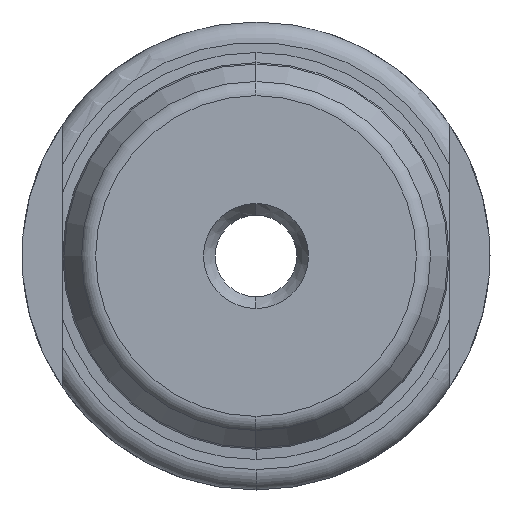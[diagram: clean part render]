
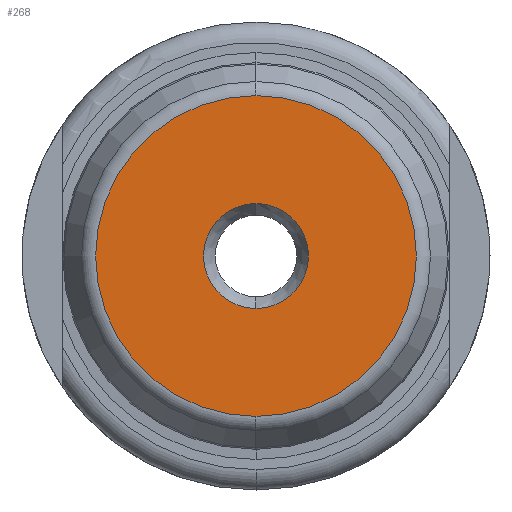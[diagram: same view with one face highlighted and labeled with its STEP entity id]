
A CAD part, left-side view. The second image highlights one B-rep face of the part: STEP entity #268.
In plain terms, the highlighted planar face has unit normal (-1, 0, 0).
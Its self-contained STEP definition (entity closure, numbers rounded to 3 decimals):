
#65 = VERTEX_POINT ( 'NONE', #890 ) ;
#131 = CARTESIAN_POINT ( 'NONE',  ( -26.076, 0., -7.883 ) ) ;
#238 = DIRECTION ( 'NONE',  ( 1., 0., 0. ) ) ;
#268 = ADVANCED_FACE ( 'NONE', ( #1706, #1763 ), #442, .T. ) ;
#368 = CARTESIAN_POINT ( 'NONE',  ( -26.076, 0., 7.883 ) ) ;
#381 = CARTESIAN_POINT ( 'NONE',  ( -26.076, 0., -2.577 ) ) ;
#422 = EDGE_LOOP ( 'NONE', ( #1162, #2369 ) ) ;
#442 = PLANE ( 'NONE',  #539 ) ;
#539 = AXIS2_PLACEMENT_3D ( 'NONE', #1180, #2262, #996 ) ;
#755 = EDGE_CURVE ( 'NONE', #1022, #65, #1684, .T. ) ;
#856 = AXIS2_PLACEMENT_3D ( 'NONE', #1335, #238, #1514 ) ;
#890 = CARTESIAN_POINT ( 'NONE',  ( -26.076, 0., 2.577 ) ) ;
#908 = AXIS2_PLACEMENT_3D ( 'NONE', #923, #2183, #1099 ) ;
#923 = CARTESIAN_POINT ( 'NONE',  ( -26.076, 0., 0. ) ) ;
#996 = DIRECTION ( 'NONE',  ( 0., 0., 1. ) ) ;
#1022 = VERTEX_POINT ( 'NONE', #381 ) ;
#1045 = EDGE_CURVE ( 'NONE', #2229, #1686, #1333, .T. ) ;
#1047 = CARTESIAN_POINT ( 'NONE',  ( -26.076, 0., 0. ) ) ;
#1099 = DIRECTION ( 'NONE',  ( 0., 0., -1. ) ) ;
#1113 = CIRCLE ( 'NONE', #856, 2.577 ) ;
#1162 = ORIENTED_EDGE ( 'NONE', *, *, #2116, .T. ) ;
#1180 = CARTESIAN_POINT ( 'NONE',  ( -26.076, 7.883, 0. ) ) ;
#1220 = DIRECTION ( 'NONE',  ( 0., 0., -1. ) ) ;
#1239 = DIRECTION ( 'NONE',  ( 1., 0., 0. ) ) ;
#1244 = DIRECTION ( 'NONE',  ( 0., 0., -1. ) ) ;
#1333 = CIRCLE ( 'NONE', #1402, 7.883 ) ;
#1335 = CARTESIAN_POINT ( 'NONE',  ( -26.076, 0., 0. ) ) ;
#1402 = AXIS2_PLACEMENT_3D ( 'NONE', #1047, #1239, #1244 ) ;
#1449 = ORIENTED_EDGE ( 'NONE', *, *, #1881, .F. ) ;
#1514 = DIRECTION ( 'NONE',  ( 0., 0., -1. ) ) ;
#1549 = ORIENTED_EDGE ( 'NONE', *, *, #1045, .F. ) ;
#1684 = CIRCLE ( 'NONE', #2311, 2.577 ) ;
#1686 = VERTEX_POINT ( 'NONE', #368 ) ;
#1706 = FACE_BOUND ( 'NONE', #422, .T. ) ;
#1763 = FACE_OUTER_BOUND ( 'NONE', #1917, .T. ) ;
#1881 = EDGE_CURVE ( 'NONE', #1686, #2229, #2364, .T. ) ;
#1917 = EDGE_LOOP ( 'NONE', ( #1549, #1449 ) ) ;
#2116 = EDGE_CURVE ( 'NONE', #65, #1022, #1113, .T. ) ;
#2117 = CARTESIAN_POINT ( 'NONE',  ( -26.076, 0., 0. ) ) ;
#2183 = DIRECTION ( 'NONE',  ( 1., 0., 0. ) ) ;
#2229 = VERTEX_POINT ( 'NONE', #131 ) ;
#2262 = DIRECTION ( 'NONE',  ( -1., 0., 0. ) ) ;
#2307 = DIRECTION ( 'NONE',  ( 1., 0., 0. ) ) ;
#2311 = AXIS2_PLACEMENT_3D ( 'NONE', #2117, #2307, #1220 ) ;
#2364 = CIRCLE ( 'NONE', #908, 7.883 ) ;
#2369 = ORIENTED_EDGE ( 'NONE', *, *, #755, .T. ) ;
